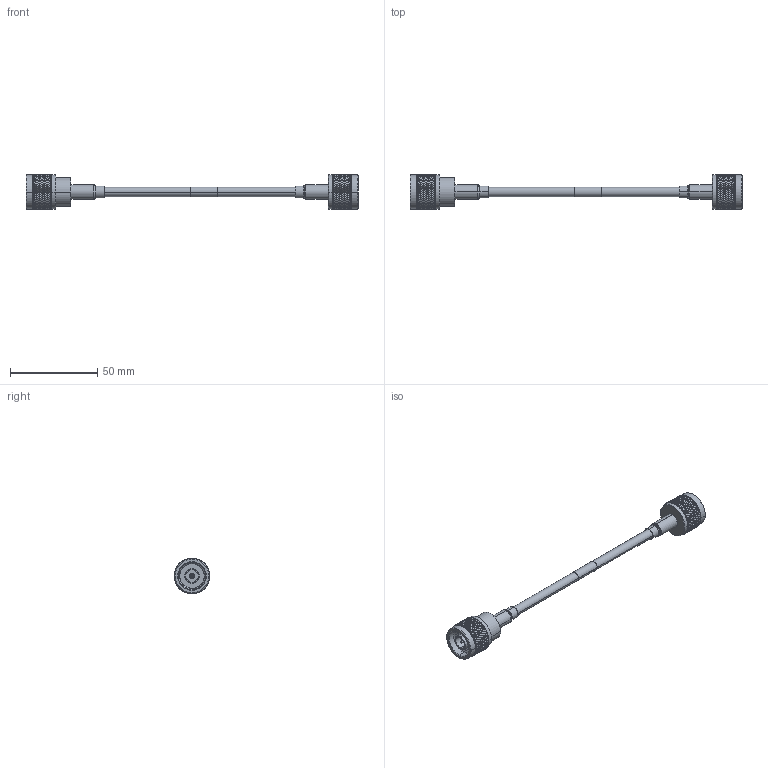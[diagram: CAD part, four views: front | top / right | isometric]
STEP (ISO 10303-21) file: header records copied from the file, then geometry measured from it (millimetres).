
FILE_DESCRIPTION (( 'STEP AP203' ), '1' );
FILE_NAME ('FMCA2760.STEP', '2022-03-09T19:38:07', ( '' ), ( '' ), 'SwSTEP 2.0', 'SolidWorks 2021', '' );
FILE_SCHEMA (( 'CONFIG_CONTROL_DESIGN' ));
Products named in the file (5): CA-240-MA1_.75" Long; RG223_with label; SC9107; FMCA2760; SC4263_SC 4263 -RG223
Assembly tree (5 placements, depth 2):
  FMCA2760
    RG223_with label
    SC4263_SC 4263 -RG223
    CA-240-MA1_.75" Long  x2
    SC9107
Bounding box: 189.99 x 20.32 x 20.32 mm (x, y, z)
Volume: 12940.2 mm3; surface area: 12705.4 mm2
Topology: 7 solids, 7 shells, 4670 faces, 9918 edges, 5278 vertices
Faces by surface type: bspline 3590, cylinder 988, cone 42, plane 30, torus 20
Entity records: 180861 total; most frequent: CARTESIAN_POINT 120744, ORIENTED_EDGE 19748, EDGE_CURVE 9874, VERTEX_POINT 5254, EDGE_LOOP 4670, FACE_OUTER_BOUND 4648, ADVANCED_FACE 4648, B_SPLINE_CURVE_WITH_KNOTS 4050
